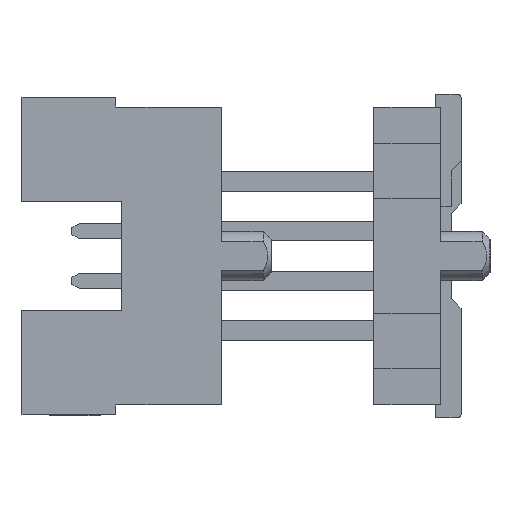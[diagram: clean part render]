
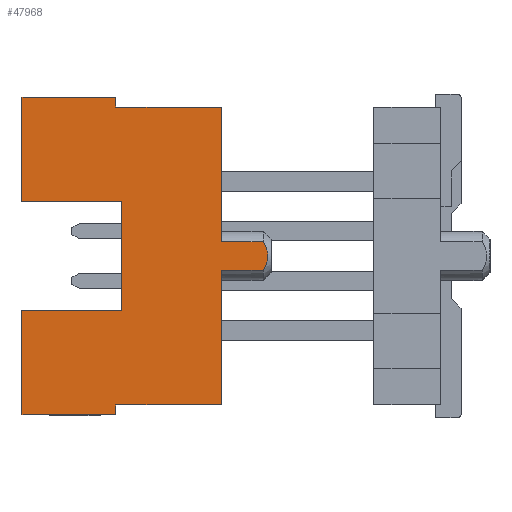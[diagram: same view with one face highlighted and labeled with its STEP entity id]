
A CAD part, left-side view. The second image highlights one B-rep face of the part: STEP entity #47968.
In plain terms, the highlighted planar face has unit normal (-1, 0, 0).
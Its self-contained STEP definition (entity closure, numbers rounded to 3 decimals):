
#239=DIRECTION('',(0.,-1.,0.));
#240=VECTOR('',#239,2.7);
#241=CARTESIAN_POINT('',(-13.97,2.7,-3.81));
#242=LINE('',#241,#240);
#356=DIRECTION('',(0.,1.,0.));
#357=VECTOR('',#356,2.7);
#358=CARTESIAN_POINT('',(-13.97,0.,3.81));
#359=LINE('',#358,#357);
#368=DIRECTION('',(0.,0.,1.));
#369=VECTOR('',#368,0.255);
#370=CARTESIAN_POINT('',(-13.97,2.7,3.81));
#371=LINE('',#370,#369);
#384=DIRECTION('',(0.,-1.,0.));
#385=VECTOR('',#384,2.4);
#386=CARTESIAN_POINT('',(-13.97,5.1,4.065));
#387=LINE('',#386,#385);
#404=DIRECTION('',(0.,0.,1.));
#405=VECTOR('',#404,3.44);
#406=CARTESIAN_POINT('',(-13.97,0.,-3.81));
#407=LINE('',#406,#405);
#408=DIRECTION('',(0.,0.,-1.));
#409=VECTOR('',#408,2.67);
#410=CARTESIAN_POINT('',(-13.97,5.1,-1.395));
#411=LINE('',#410,#409);
#412=DIRECTION('',(0.,-1.,0.));
#413=VECTOR('',#412,2.54);
#414=CARTESIAN_POINT('',(-13.97,5.1,1.395));
#415=LINE('',#414,#413);
#416=DIRECTION('',(0.,0.,-1.));
#417=VECTOR('',#416,2.67);
#418=CARTESIAN_POINT('',(-13.97,5.1,4.065));
#419=LINE('',#418,#417);
#420=DIRECTION('',(0.,0.,1.));
#421=VECTOR('',#420,3.44);
#422=CARTESIAN_POINT('',(-13.97,0.,0.37));
#423=LINE('',#422,#421);
#442=DIRECTION('',(0.,1.,0.));
#443=VECTOR('',#442,1.07);
#444=CARTESIAN_POINT('',(-13.97,-1.07,
0.37));
#445=LINE('',#444,#443);
#446=DIRECTION('',(0.,-1.,0.));
#447=VECTOR('',#446,1.07);
#448=CARTESIAN_POINT('',(-13.97,0.,-0.37));
#449=LINE('',#448,#447);
#462=CARTESIAN_POINT('',(-13.97,-1.07,
-0.37));
#463=CARTESIAN_POINT('',(-13.97,-1.097,
-0.324));
#464=CARTESIAN_POINT('',(-13.97,-1.142,
-0.237));
#465=CARTESIAN_POINT('',(-13.97,-1.182,
-0.114));
#466=CARTESIAN_POINT('',(-13.97,-1.194,
0.));
#467=CARTESIAN_POINT('',(-13.97,-1.182,
0.114));
#468=CARTESIAN_POINT('',(-13.97,-1.142,
0.237));
#469=CARTESIAN_POINT('',(-13.97,-1.097,
0.324));
#470=CARTESIAN_POINT('',(-13.97,-1.07,
0.37));
#505=DIRECTION('',(0.,0.,1.));
#506=VECTOR('',#505,0.255);
#507=CARTESIAN_POINT('',(-13.97,2.7,-4.065));
#508=LINE('',#507,#506);
#517=DIRECTION('',(0.,1.,0.));
#518=VECTOR('',#517,2.4);
#519=CARTESIAN_POINT('',(-13.97,2.7,-4.065));
#520=LINE('',#519,#518);
#817=DIRECTION('',(0.,1.,0.));
#818=VECTOR('',#817,2.54);
#819=CARTESIAN_POINT('',(-13.97,2.56,-1.395));
#820=LINE('',#819,#818);
#845=DIRECTION('',(0.,0.,-1.));
#846=VECTOR('',#845,2.79);
#847=CARTESIAN_POINT('',(-13.97,2.56,1.395));
#848=LINE('',#847,#846);
#42564=CARTESIAN_POINT('',(-13.97,0.,3.81));
#42565=VERTEX_POINT('',#42564);
#42566=CARTESIAN_POINT('',(-13.97,0.,0.37));
#42567=VERTEX_POINT('',#42566);
#42568=CARTESIAN_POINT('',(-13.97,0.,-0.37));
#42569=VERTEX_POINT('',#42568);
#42570=CARTESIAN_POINT('',(-13.97,0.,-3.81));
#42571=VERTEX_POINT('',#42570);
#43254=CARTESIAN_POINT('',(-13.97,5.1,4.065));
#43255=VERTEX_POINT('',#43254);
#43256=CARTESIAN_POINT('',(-13.97,5.1,1.395));
#43257=VERTEX_POINT('',#43256);
#43260=CARTESIAN_POINT('',(-13.97,5.1,-1.395));
#43261=VERTEX_POINT('',#43260);
#43262=CARTESIAN_POINT('',(-13.97,5.1,-4.065));
#43263=VERTEX_POINT('',#43262);
#43276=CARTESIAN_POINT('',(-13.97,2.56,1.395));
#43277=VERTEX_POINT('',#43276);
#43278=CARTESIAN_POINT('',(-13.97,-1.07,
0.37));
#43279=VERTEX_POINT('',#43278);
#43280=VERTEX_POINT('',#462);
#43281=CARTESIAN_POINT('',(-13.97,2.7,-3.81));
#43282=VERTEX_POINT('',#43281);
#43283=CARTESIAN_POINT('',(-13.97,2.7,-4.065));
#43284=VERTEX_POINT('',#43283);
#43285=CARTESIAN_POINT('',(-13.97,2.56,-1.395));
#43286=VERTEX_POINT('',#43285);
#43287=CARTESIAN_POINT('',(-13.97,2.7,4.065));
#43288=VERTEX_POINT('',#43287);
#43289=CARTESIAN_POINT('',(-13.97,2.7,3.81));
#43290=VERTEX_POINT('',#43289);
#47937=CARTESIAN_POINT('',(-13.97,1.954,0.));
#47938=DIRECTION('',(1.,0.,0.));
#47939=DIRECTION('',(0.,0.,1.));
#47940=AXIS2_PLACEMENT_3D('',#47937,#47938,#47939);
#47941=PLANE('',#47940);
#47943=ORIENTED_EDGE('',*,*,#47942,.F.);
#47945=ORIENTED_EDGE('',*,*,#47944,.F.);
#47947=ORIENTED_EDGE('',*,*,#47946,.F.);
#47948=ORIENTED_EDGE('',*,*,#47010,.F.);
#47949=ORIENTED_EDGE('',*,*,#47733,.F.);
#47951=ORIENTED_EDGE('',*,*,#47950,.F.);
#47953=ORIENTED_EDGE('',*,*,#47952,.T.);
#47955=ORIENTED_EDGE('',*,*,#47954,.F.);
#47957=ORIENTED_EDGE('',*,*,#47956,.F.);
#47959=ORIENTED_EDGE('',*,*,#47958,.F.);
#47960=ORIENTED_EDGE('',*,*,#47928,.F.);
#47961=ORIENTED_EDGE('',*,*,#47899,.F.);
#47962=ORIENTED_EDGE('',*,*,#47879,.T.);
#47963=ORIENTED_EDGE('',*,*,#47865,.F.);
#47964=ORIENTED_EDGE('',*,*,#47851,.F.);
#47965=ORIENTED_EDGE('',*,*,#47014,.F.);
#47966=EDGE_LOOP('',(#47943,#47945,#47947,#47948,#47949,#47951,#47953,#47955,
#47957,#47959,#47960,#47961,#47962,#47963,#47964,#47965));
#47967=FACE_OUTER_BOUND('',#47966,.F.);
#47968=ADVANCED_FACE('',(#47967),#47941,.F.);
#471=B_SPLINE_CURVE_WITH_KNOTS('',3,(#462,#463,#464,#465,#466,#467,#468,#469,
#470),.UNSPECIFIED.,.F.,.F.,(4,1,1,1,1,1,4),(0.,0.167,
0.333,0.5,0.667,0.833,1.),
.UNSPECIFIED.);
#47010=EDGE_CURVE('',#42571,#42569,#407,.T.);
#47014=EDGE_CURVE('',#42567,#42565,#423,.T.);
#47733=EDGE_CURVE('',#43282,#42571,#242,.T.);
#47851=EDGE_CURVE('',#42565,#43290,#359,.T.);
#47865=EDGE_CURVE('',#43290,#43288,#371,.T.);
#47879=EDGE_CURVE('',#43255,#43288,#387,.T.);
#47899=EDGE_CURVE('',#43255,#43257,#419,.T.);
#47928=EDGE_CURVE('',#43257,#43277,#415,.T.);
#47942=EDGE_CURVE('',#43279,#42567,#445,.T.);
#47944=EDGE_CURVE('',#43280,#43279,#471,.T.);
#47946=EDGE_CURVE('',#42569,#43280,#449,.T.);
#47950=EDGE_CURVE('',#43284,#43282,#508,.T.);
#47952=EDGE_CURVE('',#43284,#43263,#520,.T.);
#47954=EDGE_CURVE('',#43261,#43263,#411,.T.);
#47956=EDGE_CURVE('',#43286,#43261,#820,.T.);
#47958=EDGE_CURVE('',#43277,#43286,#848,.T.);
